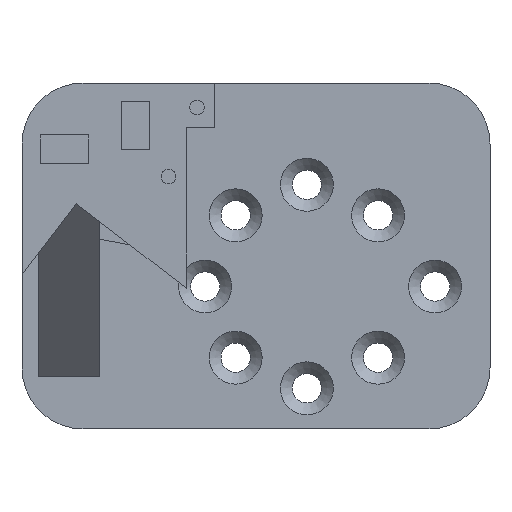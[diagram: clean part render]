
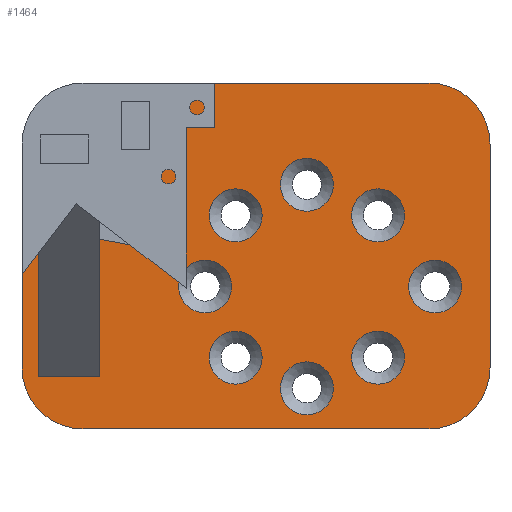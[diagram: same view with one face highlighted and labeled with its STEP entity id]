
A CAD part, front view. The second image highlights one B-rep face of the part: STEP entity #1464.
In plain terms, the highlighted planar face has unit normal (0, -1, 0).
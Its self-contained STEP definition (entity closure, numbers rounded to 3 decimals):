
#25=FACE_BOUND('',#250,.T.);
#26=FACE_BOUND('',#251,.T.);
#27=FACE_BOUND('',#252,.T.);
#28=FACE_BOUND('',#253,.T.);
#29=FACE_BOUND('',#254,.T.);
#30=FACE_BOUND('',#255,.T.);
#31=FACE_BOUND('',#256,.T.);
#32=FACE_BOUND('',#257,.T.);
#33=FACE_BOUND('',#258,.T.);
#34=FACE_BOUND('',#259,.T.);
#60=CIRCLE('',#1556,6.5);
#63=CIRCLE('',#1561,6.5);
#66=CIRCLE('',#1566,6.5);
#69=CIRCLE('',#1571,6.5);
#72=CIRCLE('',#1576,6.5);
#75=CIRCLE('',#1581,6.5);
#78=CIRCLE('',#1586,6.5);
#81=CIRCLE('',#1591,6.5);
#84=CIRCLE('',#1596,15.);
#85=CIRCLE('',#1597,15.);
#86=CIRCLE('',#1598,15.);
#87=CIRCLE('',#1599,15.);
#167=FACE_OUTER_BOUND('',#249,.T.);
#249=EDGE_LOOP('',(#1144,#1145,#1146,#1147,#1148,#1149,#1150,#1151));
#250=EDGE_LOOP('',(#1152,#1153,#1154,#1155,#1156,#1157,#1158,#1159));
#251=EDGE_LOOP('',(#1160,#1161,#1162,#1163));
#252=EDGE_LOOP('',(#1164));
#253=EDGE_LOOP('',(#1165));
#254=EDGE_LOOP('',(#1166));
#255=EDGE_LOOP('',(#1167));
#256=EDGE_LOOP('',(#1168));
#257=EDGE_LOOP('',(#1169));
#258=EDGE_LOOP('',(#1170));
#259=EDGE_LOOP('',(#1171));
#320=LINE('',#2077,#474);
#356=LINE('',#2160,#510);
#358=LINE('',#2164,#512);
#365=LINE('',#2178,#519);
#367=LINE('',#2182,#521);
#370=LINE('',#2189,#524);
#374=LINE('',#2197,#528);
#378=LINE('',#2203,#532);
#380=LINE('',#2206,#534);
#384=LINE('',#2213,#538);
#402=LINE('',#2300,#556);
#403=LINE('',#2304,#557);
#404=LINE('',#2308,#558);
#405=LINE('',#2312,#559);
#406=LINE('',#2314,#560);
#407=LINE('',#2315,#561);
#474=VECTOR('',#1661,10.);
#510=VECTOR('',#1731,10.);
#512=VECTOR('',#1735,10.);
#519=VECTOR('',#1746,10.);
#521=VECTOR('',#1750,10.);
#524=VECTOR('',#1755,10.);
#528=VECTOR('',#1761,10.);
#532=VECTOR('',#1767,10.);
#534=VECTOR('',#1771,10.);
#538=VECTOR('',#1775,10.);
#556=VECTOR('',#1879,10.);
#557=VECTOR('',#1882,10.);
#558=VECTOR('',#1885,10.);
#559=VECTOR('',#1888,10.);
#560=VECTOR('',#1891,10.);
#561=VECTOR('',#1892,10.);
#628=VERTEX_POINT('',#2075);
#629=VERTEX_POINT('',#2076);
#659=VERTEX_POINT('',#2159);
#660=VERTEX_POINT('',#2163);
#664=VERTEX_POINT('',#2175);
#665=VERTEX_POINT('',#2177);
#666=VERTEX_POINT('',#2181);
#668=VERTEX_POINT('',#2187);
#669=VERTEX_POINT('',#2188);
#671=VERTEX_POINT('',#2195);
#672=VERTEX_POINT('',#2196);
#676=VERTEX_POINT('',#2211);
#677=VERTEX_POINT('',#2218);
#680=VERTEX_POINT('',#2228);
#683=VERTEX_POINT('',#2238);
#686=VERTEX_POINT('',#2248);
#689=VERTEX_POINT('',#2258);
#692=VERTEX_POINT('',#2268);
#695=VERTEX_POINT('',#2278);
#698=VERTEX_POINT('',#2288);
#701=VERTEX_POINT('',#2298);
#702=VERTEX_POINT('',#2299);
#703=VERTEX_POINT('',#2301);
#704=VERTEX_POINT('',#2303);
#705=VERTEX_POINT('',#2305);
#706=VERTEX_POINT('',#2307);
#707=VERTEX_POINT('',#2309);
#708=VERTEX_POINT('',#2311);
#761=EDGE_CURVE('',#628,#629,#320,.T.);
#801=EDGE_CURVE('',#629,#659,#356,.T.);
#803=EDGE_CURVE('',#659,#660,#358,.T.);
#810=EDGE_CURVE('',#664,#665,#365,.T.);
#812=EDGE_CURVE('',#665,#666,#367,.T.);
#815=EDGE_CURVE('',#668,#669,#370,.T.);
#819=EDGE_CURVE('',#671,#672,#374,.T.);
#823=EDGE_CURVE('',#672,#668,#378,.T.);
#825=EDGE_CURVE('',#669,#671,#380,.T.);
#829=EDGE_CURVE('',#676,#628,#384,.T.);
#831=EDGE_CURVE('',#677,#677,#60,.T.);
#836=EDGE_CURVE('',#680,#680,#63,.T.);
#841=EDGE_CURVE('',#683,#683,#66,.T.);
#846=EDGE_CURVE('',#686,#686,#69,.T.);
#851=EDGE_CURVE('',#689,#689,#72,.T.);
#856=EDGE_CURVE('',#692,#692,#75,.T.);
#861=EDGE_CURVE('',#695,#695,#78,.T.);
#866=EDGE_CURVE('',#698,#698,#81,.T.);
#871=EDGE_CURVE('',#701,#702,#402,.T.);
#872=EDGE_CURVE('',#702,#703,#84,.T.);
#873=EDGE_CURVE('',#703,#704,#403,.T.);
#874=EDGE_CURVE('',#704,#705,#85,.T.);
#875=EDGE_CURVE('',#705,#706,#404,.T.);
#876=EDGE_CURVE('',#706,#707,#86,.T.);
#877=EDGE_CURVE('',#707,#708,#405,.T.);
#878=EDGE_CURVE('',#708,#701,#87,.T.);
#879=EDGE_CURVE('',#666,#676,#406,.T.);
#880=EDGE_CURVE('',#660,#664,#407,.T.);
#1144=ORIENTED_EDGE('',*,*,#871,.T.);
#1145=ORIENTED_EDGE('',*,*,#872,.T.);
#1146=ORIENTED_EDGE('',*,*,#873,.T.);
#1147=ORIENTED_EDGE('',*,*,#874,.T.);
#1148=ORIENTED_EDGE('',*,*,#875,.T.);
#1149=ORIENTED_EDGE('',*,*,#876,.T.);
#1150=ORIENTED_EDGE('',*,*,#877,.T.);
#1151=ORIENTED_EDGE('',*,*,#878,.T.);
#1152=ORIENTED_EDGE('',*,*,#761,.F.);
#1153=ORIENTED_EDGE('',*,*,#829,.F.);
#1154=ORIENTED_EDGE('',*,*,#879,.F.);
#1155=ORIENTED_EDGE('',*,*,#812,.F.);
#1156=ORIENTED_EDGE('',*,*,#810,.F.);
#1157=ORIENTED_EDGE('',*,*,#880,.F.);
#1158=ORIENTED_EDGE('',*,*,#803,.F.);
#1159=ORIENTED_EDGE('',*,*,#801,.F.);
#1160=ORIENTED_EDGE('',*,*,#815,.F.);
#1161=ORIENTED_EDGE('',*,*,#823,.F.);
#1162=ORIENTED_EDGE('',*,*,#819,.F.);
#1163=ORIENTED_EDGE('',*,*,#825,.F.);
#1164=ORIENTED_EDGE('',*,*,#831,.F.);
#1165=ORIENTED_EDGE('',*,*,#836,.F.);
#1166=ORIENTED_EDGE('',*,*,#841,.F.);
#1167=ORIENTED_EDGE('',*,*,#846,.F.);
#1168=ORIENTED_EDGE('',*,*,#851,.F.);
#1169=ORIENTED_EDGE('',*,*,#856,.F.);
#1170=ORIENTED_EDGE('',*,*,#861,.F.);
#1171=ORIENTED_EDGE('',*,*,#866,.F.);
#1395=PLANE('',#1595);
#1464=ADVANCED_FACE('',(#167,#25,#26,#27,#28,#29,#30,#31,#32,#33,#34),#1395,
 .T.);
#1556=AXIS2_PLACEMENT_3D('',#2219,#1783,#1784);
#1561=AXIS2_PLACEMENT_3D('',#2229,#1795,#1796);
#1566=AXIS2_PLACEMENT_3D('',#2239,#1807,#1808);
#1571=AXIS2_PLACEMENT_3D('',#2249,#1819,#1820);
#1576=AXIS2_PLACEMENT_3D('',#2259,#1831,#1832);
#1581=AXIS2_PLACEMENT_3D('',#2269,#1843,#1844);
#1586=AXIS2_PLACEMENT_3D('',#2279,#1855,#1856);
#1591=AXIS2_PLACEMENT_3D('',#2289,#1867,#1868);
#1595=AXIS2_PLACEMENT_3D('',#2297,#1877,#1878);
#1596=AXIS2_PLACEMENT_3D('',#2302,#1880,#1881);
#1597=AXIS2_PLACEMENT_3D('',#2306,#1883,#1884);
#1598=AXIS2_PLACEMENT_3D('',#2310,#1886,#1887);
#1599=AXIS2_PLACEMENT_3D('',#2313,#1889,#1890);
#1661=DIRECTION('',(0.981,0.,-0.192));
#1731=DIRECTION('',(0.,0.,1.));
#1735=DIRECTION('',(-0.57,0.,0.822));
#1746=DIRECTION('',(0.,0.,1.));
#1750=DIRECTION('',(-1.,0.,0.));
#1755=DIRECTION('',(-1.,0.,0.));
#1761=DIRECTION('',(1.,0.,0.));
#1767=DIRECTION('',(0.,0.,1.));
#1771=DIRECTION('',(0.,0.,-1.));
#1775=DIRECTION('',(0.,0.,-1.));
#1783=DIRECTION('center_axis',(0.,-1.,0.));
#1784=DIRECTION('ref_axis',(1.,0.,0.));
#1795=DIRECTION('center_axis',(0.,-1.,0.));
#1796=DIRECTION('ref_axis',(1.,0.,0.));
#1807=DIRECTION('center_axis',(0.,-1.,0.));
#1808=DIRECTION('ref_axis',(1.,0.,0.));
#1819=DIRECTION('center_axis',(0.,-1.,0.));
#1820=DIRECTION('ref_axis',(1.,0.,0.));
#1831=DIRECTION('center_axis',(0.,-1.,0.));
#1832=DIRECTION('ref_axis',(1.,0.,0.));
#1843=DIRECTION('center_axis',(0.,-1.,0.));
#1844=DIRECTION('ref_axis',(1.,0.,0.));
#1855=DIRECTION('center_axis',(0.,-1.,0.));
#1856=DIRECTION('ref_axis',(1.,0.,0.));
#1867=DIRECTION('center_axis',(0.,-1.,0.));
#1868=DIRECTION('ref_axis',(1.,0.,0.));
#1877=DIRECTION('center_axis',(0.,-1.,0.));
#1878=DIRECTION('ref_axis',(0.,0.,-1.));
#1879=DIRECTION('',(0.,0.,1.));
#1880=DIRECTION('center_axis',(0.,-1.,0.));
#1881=DIRECTION('ref_axis',(1.,0.,0.));
#1882=DIRECTION('',(-1.,0.,0.));
#1883=DIRECTION('center_axis',(0.,-1.,0.));
#1884=DIRECTION('ref_axis',(0.,0.,1.));
#1885=DIRECTION('',(0.,0.,-1.));
#1886=DIRECTION('center_axis',(0.,-1.,0.));
#1887=DIRECTION('ref_axis',(-1.,0.,0.));
#1888=DIRECTION('',(1.,0.,0.));
#1889=DIRECTION('center_axis',(0.,-1.,0.));
#1890=DIRECTION('ref_axis',(0.,0.,-1.));
#1891=DIRECTION('',(-0.712,0.,-0.702));
#1892=DIRECTION('',(1.,0.,0.));
#2075=CARTESIAN_POINT('',(-2.929,106.,-3.292));
#2076=CARTESIAN_POINT('',(28.437,106.,-9.441));
#2077=CARTESIAN_POINT('',(39.186,106.,-11.548));
#2159=CARTESIAN_POINT('',(28.437,106.,-0.852));
#2160=CARTESIAN_POINT('',(28.437,106.,-9.441));
#2163=CARTESIAN_POINT('',(17.371,106.,15.113));
#2164=CARTESIAN_POINT('',(28.437,106.,-0.852));
#2175=CARTESIAN_POINT('',(28.437,106.,15.113));
#2177=CARTESIAN_POINT('',(28.437,106.,28.084));
#2178=CARTESIAN_POINT('',(28.437,106.,15.113));
#2181=CARTESIAN_POINT('',(4.706,106.,28.084));
#2182=CARTESIAN_POINT('',(28.437,106.,28.084));
#2187=CARTESIAN_POINT('',(12.071,106.,-22.945));
#2188=CARTESIAN_POINT('',(-2.929,106.,-22.945));
#2189=CARTESIAN_POINT('',(23.821,106.,-22.945));
#2195=CARTESIAN_POINT('',(-2.929,106.,-39.916));
#2196=CARTESIAN_POINT('',(12.071,106.,-39.916));
#2197=CARTESIAN_POINT('',(23.821,106.,-39.916));
#2203=CARTESIAN_POINT('',(12.071,106.,-17.755));
#2206=CARTESIAN_POINT('',(-2.929,106.,-17.755));
#2211=CARTESIAN_POINT('',(-2.929,106.,20.553));
#2213=CARTESIAN_POINT('',(-2.929,106.,20.553));
#2218=CARTESIAN_POINT('',(74.071,106.,-35.416));
#2219=CARTESIAN_POINT('Origin',(80.571,106.,-35.416));
#2228=CARTESIAN_POINT('',(39.071,106.,-35.416));
#2229=CARTESIAN_POINT('Origin',(45.571,106.,-35.416));
#2238=CARTESIAN_POINT('',(56.571,106.,7.084));
#2239=CARTESIAN_POINT('Origin',(63.071,106.,7.084));
#2248=CARTESIAN_POINT('',(31.571,106.,-17.916));
#2249=CARTESIAN_POINT('Origin',(38.071,106.,-17.916));
#2258=CARTESIAN_POINT('',(88.071,106.,-17.916));
#2259=CARTESIAN_POINT('Origin',(94.571,106.,-17.916));
#2268=CARTESIAN_POINT('',(56.571,106.,-42.916));
#2269=CARTESIAN_POINT('Origin',(63.071,106.,-42.916));
#2278=CARTESIAN_POINT('',(39.071,106.,-0.416));
#2279=CARTESIAN_POINT('Origin',(45.571,106.,-0.416));
#2288=CARTESIAN_POINT('',(74.071,106.,-0.416));
#2289=CARTESIAN_POINT('Origin',(80.571,106.,-0.416));
#2297=CARTESIAN_POINT('Origin',(50.571,106.,-10.416));
#2298=CARTESIAN_POINT('',(108.071,106.,-37.916));
#2299=CARTESIAN_POINT('',(108.071,106.,17.084));
#2300=CARTESIAN_POINT('',(108.071,106.,-37.916));
#2301=CARTESIAN_POINT('',(93.071,106.,32.084));
#2302=CARTESIAN_POINT('Origin',(93.071,106.,17.084));
#2303=CARTESIAN_POINT('',(8.071,106.,32.084));
#2304=CARTESIAN_POINT('',(93.071,106.,32.084));
#2305=CARTESIAN_POINT('',(-6.929,106.,17.084));
#2306=CARTESIAN_POINT('Origin',(8.071,106.,17.084));
#2307=CARTESIAN_POINT('',(-6.929,106.,-37.916));
#2308=CARTESIAN_POINT('',(-6.929,106.,17.084));
#2309=CARTESIAN_POINT('',(8.071,106.,-52.916));
#2310=CARTESIAN_POINT('Origin',(8.071,106.,-37.916));
#2311=CARTESIAN_POINT('',(93.071,106.,-52.916));
#2312=CARTESIAN_POINT('',(8.071,106.,-52.916));
#2313=CARTESIAN_POINT('Origin',(93.071,106.,-37.916));
#2314=CARTESIAN_POINT('',(4.706,106.,28.084));
#2315=CARTESIAN_POINT('',(17.371,106.,15.113));
